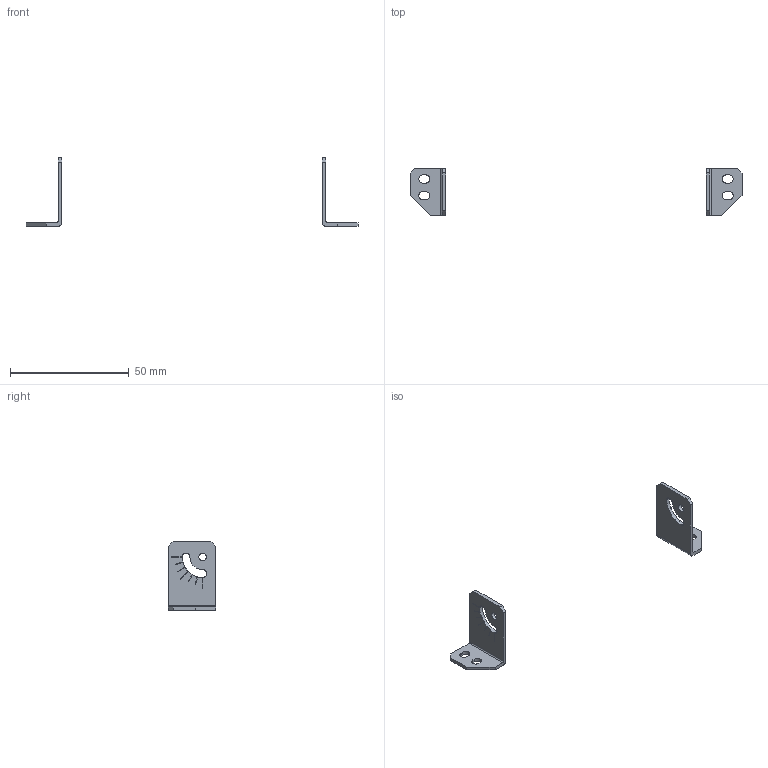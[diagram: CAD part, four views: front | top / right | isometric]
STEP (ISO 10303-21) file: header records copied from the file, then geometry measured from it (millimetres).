
FILE_DESCRIPTION(('CoCreate Modeling STEP Export'),'2;1');
FILE_NAME('BKT-OPB-L.stp','2011-01-27T13:40:32',(''),(''),'CoCreate Modeling STEP processor for AP214 (Solid Model)','CoCreate Modeling 16.50A 01-Dec-2009 (C) Parametric Technology GmbH','');
FILE_SCHEMA(('AUTOMOTIVE_DESIGN { 1 0 10303 214 1 1 1 1 }'));
Length unit declared in the file: millimetre
Products named in the file (4): BKT-L-C; BKT-L-E
Assembly tree (2 placements, depth 2):
  BKT-L-C
    BKT-L-C
  BKT-L-E
    BKT-L-E
Bounding box: 140 x 20 x 29 mm (x, y, z)
Volume: 2166.9 mm3; surface area: 3455.3 mm2
Topology: 2 solids, 2 shells, 122 faces, 354 edges, 236 vertices
Faces by surface type: plane 88, cylinder 34
Entity records: 3926 total; most frequent: ORIENTED_EDGE 708, CARTESIAN_POINT 669, DIRECTION 608, EDGE_CURVE 354, VECTOR 258, LINE 258, VERTEX_POINT 236, AXIS2_PLACEMENT_3D 175
